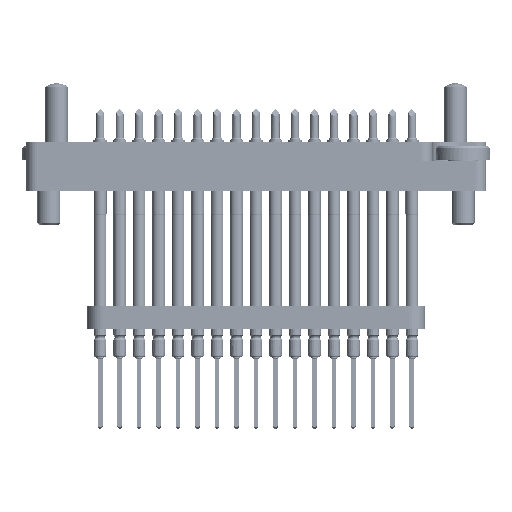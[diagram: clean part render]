
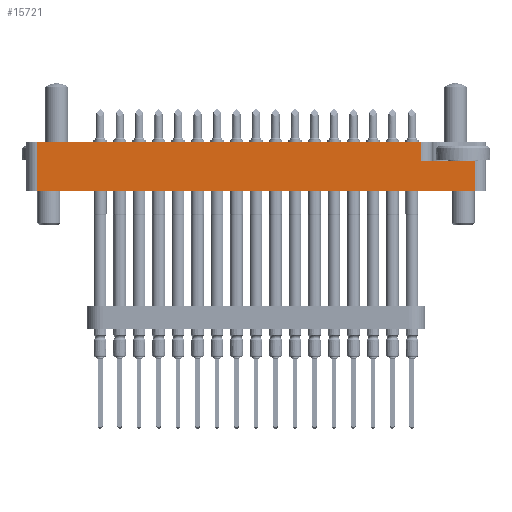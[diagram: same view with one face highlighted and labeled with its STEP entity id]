
A CAD part, left-side view. The second image highlights one B-rep face of the part: STEP entity #15721.
In plain terms, the highlighted planar face has unit normal (-1, 0, 0).
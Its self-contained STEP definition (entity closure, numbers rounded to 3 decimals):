
#24 = EDGE_LOOP ( 'NONE', ( #15938, #32672, #38822, #41940, #38470, #43191 ) ) ;
#310 = AXIS2_PLACEMENT_3D ( 'NONE', #23868, #8065, #40124 ) ;
#1622 = VERTEX_POINT ( 'NONE', #19379 ) ;
#1822 = EDGE_CURVE ( 'NONE', #34352, #35487, #31396, .T. ) ;
#1979 = EDGE_CURVE ( 'NONE', #1622, #34352, #45063, .T. ) ;
#2615 = LINE ( 'NONE', #46051, #10164 ) ;
#3196 = DIRECTION ( 'NONE',  ( 0., 0., 1. ) ) ;
#5577 = EDGE_CURVE ( 'NONE', #21639, #43800, #15641, .T. ) ;
#6274 = EDGE_CURVE ( 'NONE', #35487, #43800, #2615, .T. ) ;
#7198 = EDGE_CURVE ( 'NONE', #21639, #44514, #38612, .T. ) ;
#7874 = DIRECTION ( 'NONE',  ( 0., -1., 0. ) ) ;
#8065 = DIRECTION ( 'NONE',  ( 1., 0., 0. ) ) ;
#8375 = DIRECTION ( 'NONE',  ( 0., -1., 0. ) ) ;
#10164 = VECTOR ( 'NONE', #10637, 1000. ) ;
#10548 = CARTESIAN_POINT ( 'NONE',  ( -14.35, -30., 3.175 ) ) ;
#10637 = DIRECTION ( 'NONE',  ( 0., 0., 1. ) ) ;
#14589 = CARTESIAN_POINT ( 'NONE',  ( -14.35, -21.5, 3.175 ) ) ;
#15137 = CARTESIAN_POINT ( 'NONE',  ( -14.35, -30., 0.725 ) ) ;
#15443 = DIRECTION ( 'NONE',  ( 0., -1., 0. ) ) ;
#15641 = LINE ( 'NONE', #15137, #48902 ) ;
#15721 = ADVANCED_FACE ( 'NONE', ( #27750 ), #43486, .F. ) ;
#15938 = ORIENTED_EDGE ( 'NONE', *, *, #41021, .F. ) ;
#18160 = DIRECTION ( 'NONE',  ( 0., 0., -1. ) ) ;
#18385 = VECTOR ( 'NONE', #3196, 1000. ) ;
#18409 = VECTOR ( 'NONE', #15443, 1000. ) ;
#19379 = CARTESIAN_POINT ( 'NONE',  ( -14.35, 28.5, 3.175 ) ) ;
#21130 = CARTESIAN_POINT ( 'NONE',  ( -14.35, -28.5, 0.725 ) ) ;
#21358 = VECTOR ( 'NONE', #18160, 1000. ) ;
#21639 = VERTEX_POINT ( 'NONE', #28209 ) ;
#23206 = LINE ( 'NONE', #10548, #18409 ) ;
#23868 = CARTESIAN_POINT ( 'NONE',  ( -14.35, -30., 3.175 ) ) ;
#24698 = VECTOR ( 'NONE', #7874, 1000. ) ;
#27536 = CARTESIAN_POINT ( 'NONE',  ( -14.35, -30., -3.175 ) ) ;
#27750 = FACE_OUTER_BOUND ( 'NONE', #24, .T. ) ;
#28209 = CARTESIAN_POINT ( 'NONE',  ( -14.35, -21.5, 0.725 ) ) ;
#31396 = LINE ( 'NONE', #27536, #24698 ) ;
#32672 = ORIENTED_EDGE ( 'NONE', *, *, #1979, .T. ) ;
#34352 = VERTEX_POINT ( 'NONE', #40304 ) ;
#35487 = VERTEX_POINT ( 'NONE', #48526 ) ;
#38470 = ORIENTED_EDGE ( 'NONE', *, *, #5577, .F. ) ;
#38612 = LINE ( 'NONE', #14589, #18385 ) ;
#38822 = ORIENTED_EDGE ( 'NONE', *, *, #1822, .T. ) ;
#40124 = DIRECTION ( 'NONE',  ( 0., 0., -1. ) ) ;
#40304 = CARTESIAN_POINT ( 'NONE',  ( -14.35, 28.5, -3.175 ) ) ;
#41021 = EDGE_CURVE ( 'NONE', #1622, #44514, #23206, .T. ) ;
#41940 = ORIENTED_EDGE ( 'NONE', *, *, #6274, .T. ) ;
#42416 = CARTESIAN_POINT ( 'NONE',  ( -14.35, -21.5, 3.175 ) ) ;
#43191 = ORIENTED_EDGE ( 'NONE', *, *, #7198, .T. ) ;
#43486 = PLANE ( 'NONE',  #310 ) ;
#43800 = VERTEX_POINT ( 'NONE', #21130 ) ;
#44514 = VERTEX_POINT ( 'NONE', #42416 ) ;
#45063 = LINE ( 'NONE', #49454, #21358 ) ;
#46051 = CARTESIAN_POINT ( 'NONE',  ( -14.35, -28.5, 3.175 ) ) ;
#48526 = CARTESIAN_POINT ( 'NONE',  ( -14.35, -28.5, -3.175 ) ) ;
#48902 = VECTOR ( 'NONE', #8375, 1000. ) ;
#49454 = CARTESIAN_POINT ( 'NONE',  ( -14.35, 28.5, 3.175 ) ) ;
